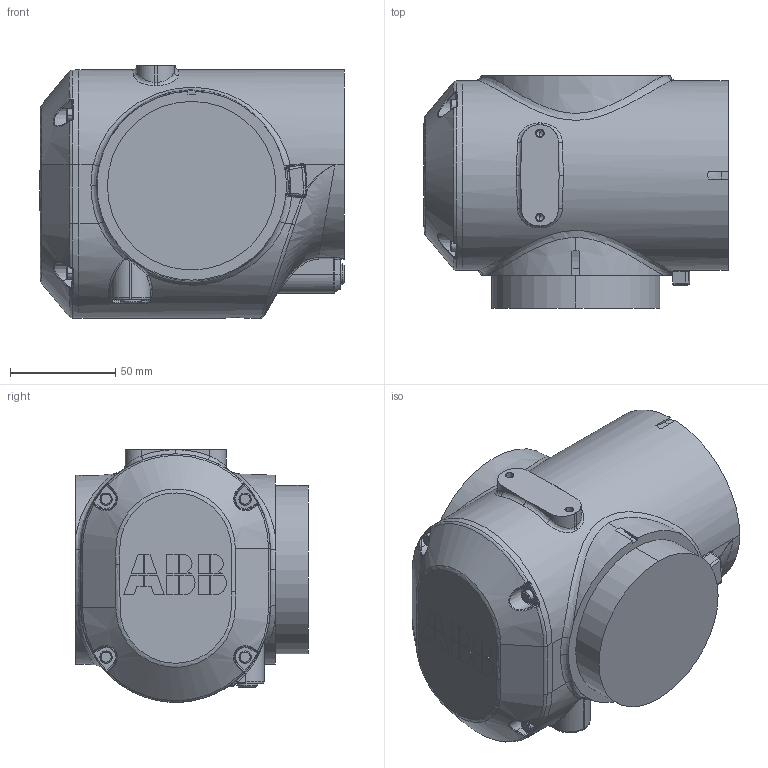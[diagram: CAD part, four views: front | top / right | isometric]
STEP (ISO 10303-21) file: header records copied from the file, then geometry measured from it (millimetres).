
FILE_DESCRIPTION (( 'STEP AP214' ), '1' );
FILE_NAME ('IRB1100_4kg-580-BTM_OmniCore_rev04_Link03_STEP_j.STEP', '2021-11-02T01:01:39', ( '' ), ( '' ), 'SwSTEP 2.0', 'SolidWorks 2018', '' );
FILE_SCHEMA (( 'AUTOMOTIVE_DESIGN' ));
Length unit declared in the file: millimetre
Products named in the file (1): IRB1100_4kg-580-BTM_OmniCore_rev04_Link03_STEP_j
Bounding box: 144.7 x 110.4 x 120 mm (x, y, z)
Volume: 1221936 mm3; surface area: 76350 mm2
Topology: 1 solids, 5 shells, 483 faces, 1211 edges, 749 vertices
Faces by surface type: bspline 182, plane 143, cylinder 94, cone 56, torus 8
Entity records: 27821 total; most frequent: CARTESIAN_POINT 17659, ORIENTED_EDGE 2380, DIRECTION 1599, EDGE_CURVE 1190, VERTEX_POINT 749, AXIS2_PLACEMENT_3D 596, EDGE_LOOP 515, FACE_OUTER_BOUND 483
